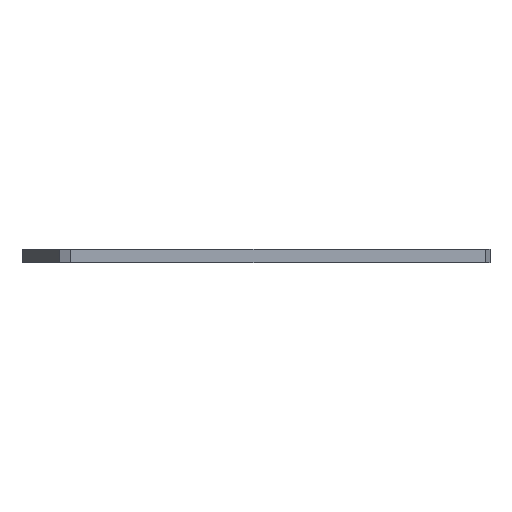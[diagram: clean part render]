
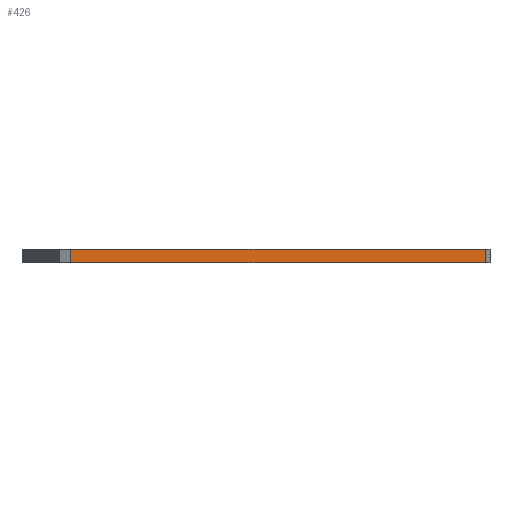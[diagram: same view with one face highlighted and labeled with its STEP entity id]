
A CAD part, left-side view. The second image highlights one B-rep face of the part: STEP entity #426.
In plain terms, the highlighted planar face has unit normal (-1, 0, 0).
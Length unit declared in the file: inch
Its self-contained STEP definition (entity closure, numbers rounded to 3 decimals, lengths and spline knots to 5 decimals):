
#65 = LINE ( 'NONE', #161, #204 ) ;
#74 = ORIENTED_EDGE ( 'NONE', *, *, #565, .T. ) ;
#144 = ORIENTED_EDGE ( 'NONE', *, *, #1224, .T. ) ;
#161 = CARTESIAN_POINT ( 'NONE',  ( -0.5, 0.15576, 0.09 ) ) ;
#165 = VERTEX_POINT ( 'NONE', #437 ) ;
#177 = LINE ( 'NONE', #1335, #538 ) ;
#204 = VECTOR ( 'NONE', #561, 39.37008 ) ;
#221 = CARTESIAN_POINT ( 'NONE',  ( -0.5, -2.71234, 0. ) ) ;
#228 = EDGE_CURVE ( 'NONE', #1117, #607, #65, .T. ) ;
#272 = ORIENTED_EDGE ( 'NONE', *, *, #228, .F. ) ;
#275 = DIRECTION ( 'NONE',  ( 0., -1., 0. ) ) ;
#321 = VECTOR ( 'NONE', #812, 39.37008 ) ;
#426 = ADVANCED_FACE ( 'NONE', ( #814 ), #1342, .F. ) ;
#437 = CARTESIAN_POINT ( 'NONE',  ( -0.5, -2.71234, 0. ) ) ;
#439 = LINE ( 'NONE', #221, #991 ) ;
#440 = CARTESIAN_POINT ( 'NONE',  ( -0.5, -2.71234, 0.09 ) ) ;
#528 = CARTESIAN_POINT ( 'NONE',  ( -0.5, -2.745, 0.09 ) ) ;
#538 = VECTOR ( 'NONE', #275, 39.37008 ) ;
#557 = AXIS2_PLACEMENT_3D ( 'NONE', #1014, #617, #939 ) ;
#561 = DIRECTION ( 'NONE',  ( 0., 0., 1. ) ) ;
#565 = EDGE_CURVE ( 'NONE', #165, #1021, #439, .T. ) ;
#607 = VERTEX_POINT ( 'NONE', #635 ) ;
#617 = DIRECTION ( 'NONE',  ( 1., 0., 0. ) ) ;
#635 = CARTESIAN_POINT ( 'NONE',  ( -0.5, 0.15576, 0.09 ) ) ;
#672 = EDGE_LOOP ( 'NONE', ( #74, #1102, #272, #144 ) ) ;
#812 = DIRECTION ( 'NONE',  ( 0., -1., 0. ) ) ;
#814 = FACE_OUTER_BOUND ( 'NONE', #672, .T. ) ;
#847 = EDGE_CURVE ( 'NONE', #607, #1021, #1113, .T. ) ;
#887 = CARTESIAN_POINT ( 'NONE',  ( -0.5, 0.15576, 0. ) ) ;
#939 = DIRECTION ( 'NONE',  ( 0., 1., 0. ) ) ;
#991 = VECTOR ( 'NONE', #1162, 39.37008 ) ;
#1014 = CARTESIAN_POINT ( 'NONE',  ( -0.5, -2.745, 0.09 ) ) ;
#1021 = VERTEX_POINT ( 'NONE', #440 ) ;
#1102 = ORIENTED_EDGE ( 'NONE', *, *, #847, .F. ) ;
#1113 = LINE ( 'NONE', #528, #321 ) ;
#1117 = VERTEX_POINT ( 'NONE', #887 ) ;
#1162 = DIRECTION ( 'NONE',  ( 0., 0., 1. ) ) ;
#1224 = EDGE_CURVE ( 'NONE', #1117, #165, #177, .T. ) ;
#1335 = CARTESIAN_POINT ( 'NONE',  ( -0.5, -1.59099, 0. ) ) ;
#1342 = PLANE ( 'NONE',  #557 ) ;
